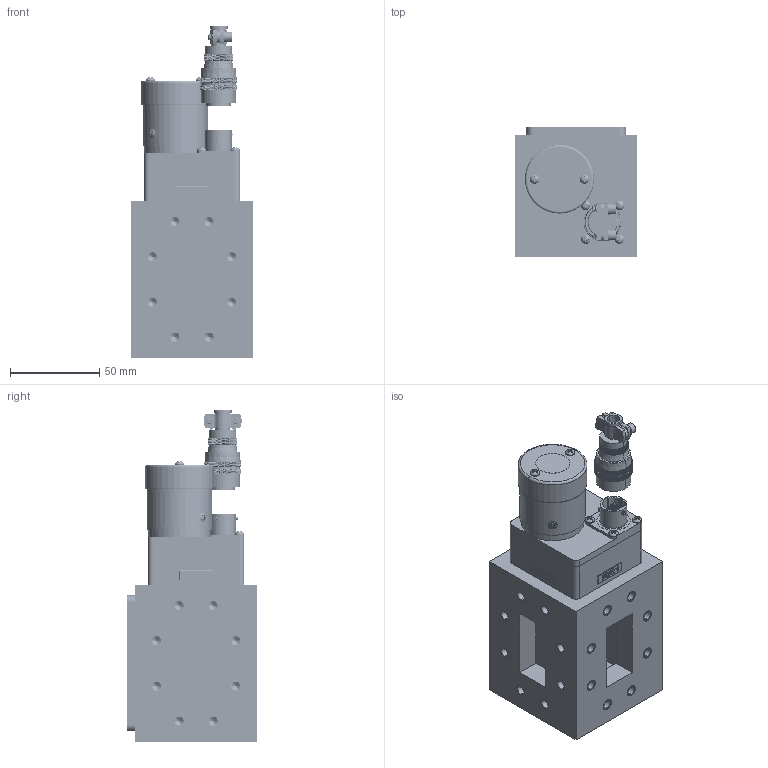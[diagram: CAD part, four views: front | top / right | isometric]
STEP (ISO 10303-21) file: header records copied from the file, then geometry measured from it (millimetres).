
FILE_DESCRIPTION (( 'STEP AP214' ), '1' );
FILE_NAME ('PEWGS6035 ¦ FMWGS6035.step', '2021-04-23T16:18:33', ( '' ), ( '' ), 'SwSTEP 2.0', 'SolidWorks 2020', '' );
FILE_SCHEMA (( 'AUTOMOTIVE_DESIGN' ));
Length unit declared in the file: inch
Products named in the file (1): PEWGS6035 ｦ FMWGS6035
Bounding box: 68.58 x 73.15 x 185.89 mm (x, y, z)
Volume: 413730.7 mm3; surface area: 92481.7 mm2
Topology: 26 solids, 27 shells, 8486 faces, 19445 edges, 11104 vertices
Faces by surface type: bspline 5501, cylinder 1896, plane 717, cone 322, torus 34, sphere 16
Entity records: 398154 total; most frequent: CARTESIAN_POINT 172165, ORIENTED_EDGE 38690, EDGE_CURVE 19345, DIRECTION 11850, VERTEX_POINT 11104, EDGE_LOOP 8711, ADVANCED_FACE 8486, FACE_OUTER_BOUND 8486
